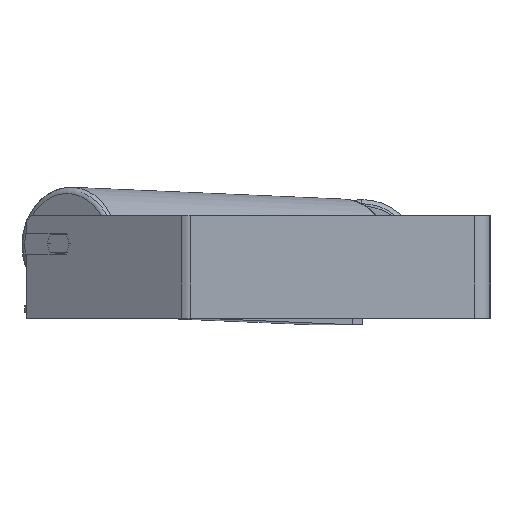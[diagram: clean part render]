
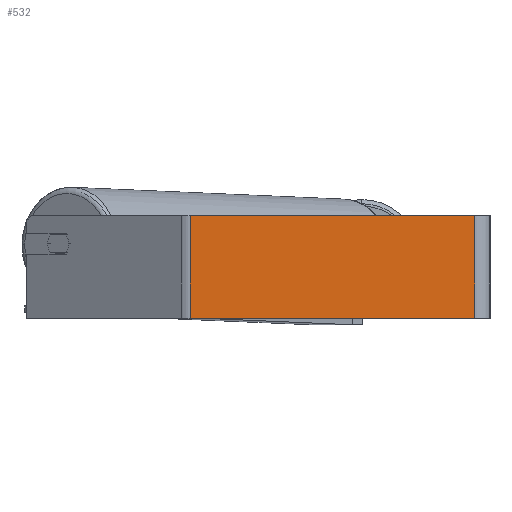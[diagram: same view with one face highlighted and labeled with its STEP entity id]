
A CAD part, left-side view. The second image highlights one B-rep face of the part: STEP entity #532.
In plain terms, the highlighted planar face has unit normal (-1, 0, 0).
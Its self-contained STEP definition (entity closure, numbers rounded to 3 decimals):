
#115 = CARTESIAN_POINT ( 'NONE',  ( -620., 12., 40. ) ) ;
#122 = CARTESIAN_POINT ( 'NONE',  ( -620., 237.501, 40. ) ) ;
#412 = LINE ( 'NONE', #3205, #2226 ) ;
#532 = ADVANCED_FACE ( 'NONE', ( #7425 ), #1008, .F. ) ;
#1008 = PLANE ( 'NONE',  #4229 ) ;
#1099 = DIRECTION ( 'NONE',  ( 0., 0., -1. ) ) ;
#1537 = DIRECTION ( 'NONE',  ( 0., -1., 0. ) ) ;
#1826 = DIRECTION ( 'NONE',  ( 0., -1., 0. ) ) ;
#2226 = VECTOR ( 'NONE', #1826, 1000. ) ;
#2767 = VERTEX_POINT ( 'NONE', #3944 ) ;
#2772 = CARTESIAN_POINT ( 'NONE',  ( -620., 233.718, -40. ) ) ;
#3082 = EDGE_CURVE ( 'NONE', #7712, #6806, #412, .T. ) ;
#3205 = CARTESIAN_POINT ( 'NONE',  ( -620., 237.501, -40. ) ) ;
#3208 = LINE ( 'NONE', #115, #5354 ) ;
#3284 = DIRECTION ( 'NONE',  ( 0., 0., -1. ) ) ;
#3366 = LINE ( 'NONE', #6167, #7059 ) ;
#3537 = EDGE_CURVE ( 'NONE', #8103, #7712, #3366, .T. ) ;
#3944 = CARTESIAN_POINT ( 'NONE',  ( -620., 12., 40. ) ) ;
#4229 = AXIS2_PLACEMENT_3D ( 'NONE', #6605, #8749, #8839 ) ;
#4872 = EDGE_CURVE ( 'NONE', #8103, #2767, #7905, .T. ) ;
#5354 = VECTOR ( 'NONE', #1099, 1000. ) ;
#5476 = ORIENTED_EDGE ( 'NONE', *, *, #7087, .F. ) ;
#5983 = CARTESIAN_POINT ( 'NONE',  ( -620., 12., -40. ) ) ;
#6167 = CARTESIAN_POINT ( 'NONE',  ( -620., 233.718, 40. ) ) ;
#6176 = ORIENTED_EDGE ( 'NONE', *, *, #3537, .T. ) ;
#6330 = ORIENTED_EDGE ( 'NONE', *, *, #4872, .F. ) ;
#6605 = CARTESIAN_POINT ( 'NONE',  ( -620., 237.501, 40. ) ) ;
#6806 = VERTEX_POINT ( 'NONE', #5983 ) ;
#6934 = CARTESIAN_POINT ( 'NONE',  ( -620., 233.718, 40. ) ) ;
#7059 = VECTOR ( 'NONE', #3284, 1000. ) ;
#7087 = EDGE_CURVE ( 'NONE', #2767, #6806, #3208, .T. ) ;
#7200 = VECTOR ( 'NONE', #1537, 1000. ) ;
#7238 = EDGE_LOOP ( 'NONE', ( #7705, #5476, #6330, #6176 ) ) ;
#7425 = FACE_OUTER_BOUND ( 'NONE', #7238, .T. ) ;
#7705 = ORIENTED_EDGE ( 'NONE', *, *, #3082, .T. ) ;
#7712 = VERTEX_POINT ( 'NONE', #2772 ) ;
#7905 = LINE ( 'NONE', #122, #7200 ) ;
#8103 = VERTEX_POINT ( 'NONE', #6934 ) ;
#8749 = DIRECTION ( 'NONE',  ( 1., 0., 0. ) ) ;
#8839 = DIRECTION ( 'NONE',  ( 0., 0., -1. ) ) ;
